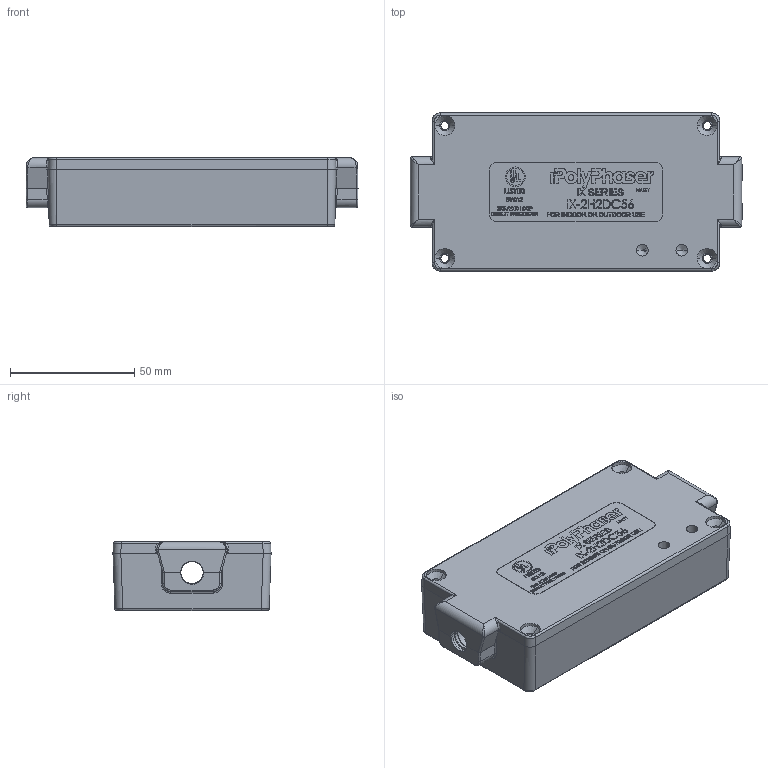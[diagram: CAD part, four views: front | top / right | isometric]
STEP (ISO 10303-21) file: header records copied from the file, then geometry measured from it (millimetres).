
FILE_DESCRIPTION (( 'STEP AP214' ), '1' );
FILE_NAME ('IX-2H2DC56.STEP', '2019-07-30T16:13:20', ( '' ), ( '' ), 'SwSTEP 2.0', 'SolidWorks 2019', '' );
FILE_SCHEMA (( 'AUTOMOTIVE_DESIGN' ));
Length unit declared in the file: inch
Products named in the file (14): 5331-0013-01; 5331-0012; 7020-3018; 5331-0013; 7040-0109; 7020-2883; 5331-0012-01; IX-2H2DC56; 9500-0041
Assembly tree (8 placements, depth 4):
  5331-0013
  5331-0012
  IX-2H2DC56
    9500-0041
      5331-0013-01
        5331-0013
      7040-0109
    5331-0012-01
      5331-0012
    7020-3018
    7020-2883
  7040-0109
  7020-2883
Bounding box: 133.35 x 63.5 x 27.75 mm (x, y, z)
Volume: 85424.2 mm3; surface area: 65144.3 mm2
Topology: 5 solids, 5 shells, 5330 faces, 14442 edges, 9499 vertices
Faces by surface type: plane 4039, bspline 843, cylinder 408, cone 40
Entity records: 229337 total; most frequent: CARTESIAN_POINT 83397, ORIENTED_EDGE 28808, DIRECTION 22365, EDGE_CURVE 14404, VECTOR 11899, LINE 11899, VERTEX_POINT 9499, EDGE_LOOP 5767
